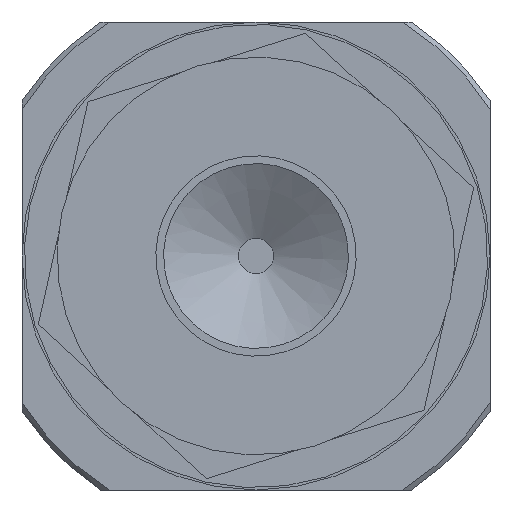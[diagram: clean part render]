
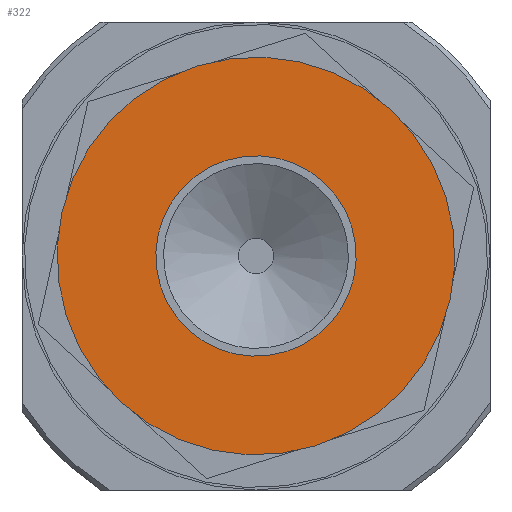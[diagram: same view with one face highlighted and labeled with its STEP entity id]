
A CAD part, front view. The second image highlights one B-rep face of the part: STEP entity #322.
In plain terms, the highlighted planar face has unit normal (0, -1, 0).
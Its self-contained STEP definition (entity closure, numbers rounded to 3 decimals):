
#322=ADVANCED_FACE('',(#606,#607),#608,.F.);
#606=FACE_OUTER_BOUND('',#894,.T.);
#607=FACE_BOUND('',#895,.T.);
#608=PLANE('',#896);
#894=EDGE_LOOP('',(#1333));
#895=EDGE_LOOP('',(#1334));
#896=AXIS2_PLACEMENT_3D('',#1335,#1336,#1337);
#1333=ORIENTED_EDGE('',*,*,#1615,.F.);
#1334=ORIENTED_EDGE('',*,*,#1632,.F.);
#1335=CARTESIAN_POINT('',(0.0,-27.53,0.));
#1336=DIRECTION('',(0.0,1.0,0.0));
#1337=DIRECTION('',(0.0,0.0,1.0));
#1615=EDGE_CURVE('',#1850,#1850,#1851,.T.);
#1632=EDGE_CURVE('',#1877,#1877,#1878,.F.);
#1850=VERTEX_POINT('',#2490);
#1851=CIRCLE('',#2491,8.5);
#1877=VERTEX_POINT('',#2517);
#1878=CIRCLE('',#2518,4.283);
#2490=CARTESIAN_POINT('',(0.0,-27.53,8.5));
#2491=AXIS2_PLACEMENT_3D('',#2782,#2783,#2784);
#2517=CARTESIAN_POINT('',(0.,-27.53,4.283));
#2518=AXIS2_PLACEMENT_3D('',#2812,#2813,#2814);
#2782=CARTESIAN_POINT('',(0.0,-27.53,0.));
#2783=DIRECTION('',(0.0,1.0,0.0));
#2784=DIRECTION('',(0.0,0.0,1.0));
#2812=CARTESIAN_POINT('',(0.0,-27.53,0.));
#2813=DIRECTION('',(0.0,1.0,0.0));
#2814=DIRECTION('',(0.0,0.0,1.0));
